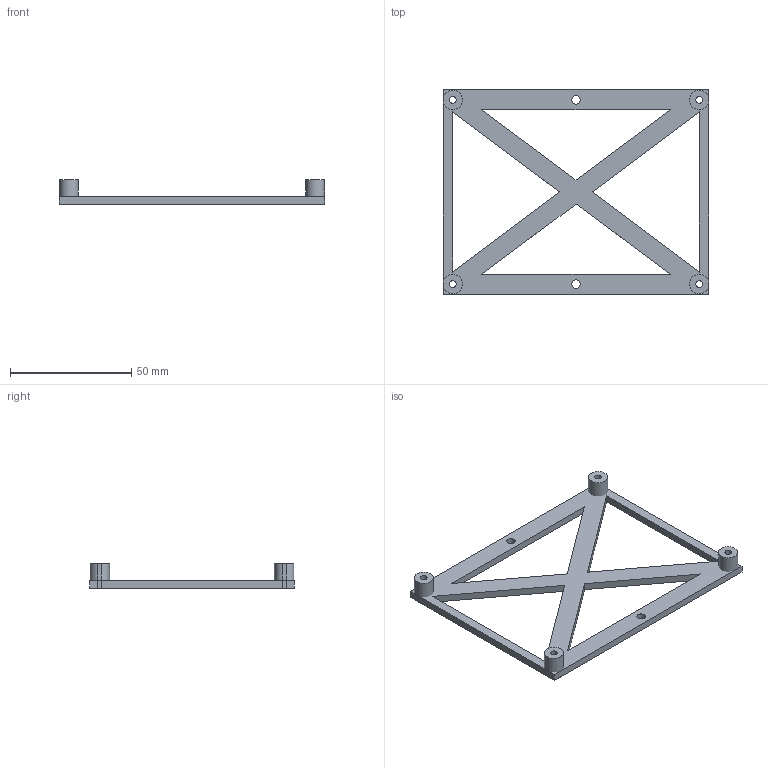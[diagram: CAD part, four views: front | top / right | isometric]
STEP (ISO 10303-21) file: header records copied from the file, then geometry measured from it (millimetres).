
FILE_DESCRIPTION(/* description */ (''),/* implementation_level */ '2;1');
FILE_NAME(/* name */ 'Mainboard Mount.step',/* time_stamp */ '2020-06-08T20:53:21-05:00',/* author */ (''),/* organization */ (''),/* preprocessor_version */ 'ST-DEVELOPER v18.1',/* originating_system */ 'Autodesk Translation Framework v9.3.0.1241',/* authorisation */ '');
FILE_SCHEMA (('AUTOMOTIVE_DESIGN { 1 0 10303 214 3 1 1 }'));
Length unit declared in the file: millimetre
Products named in the file (1): Mainboard Mount
Bounding box: 109.67 x 84.3 x 10 mm (x, y, z)
Volume: 13804.4 mm3; surface area: 13182.4 mm2
Topology: 5 solids, 5 shells, 44 faces, 102 edges, 68 vertices
Faces by surface type: plane 30, cylinder 14
Full cylindrical faces by diameter (mm): 2.8 x8, 3.5 x2
Entity records: 1339 total; most frequent: DIRECTION 220, CARTESIAN_POINT 215, ORIENTED_EDGE 204, EDGE_CURVE 102, LINE 74, VECTOR 74, AXIS2_PLACEMENT_3D 73, EDGE_LOOP 72
